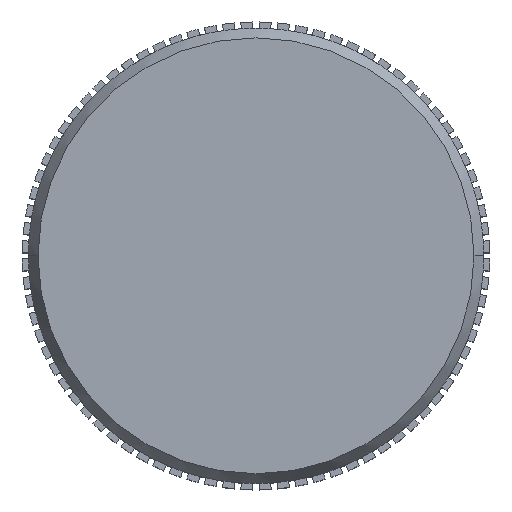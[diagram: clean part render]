
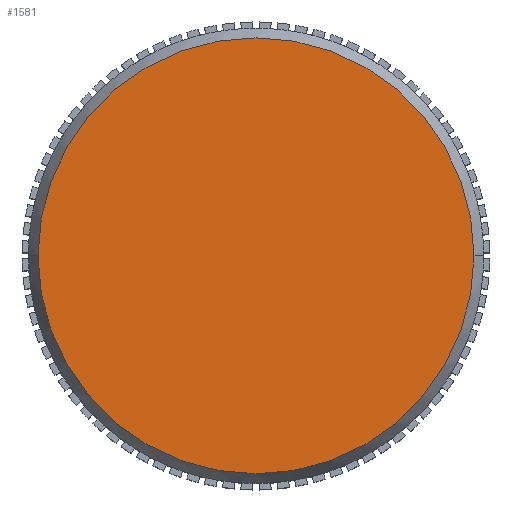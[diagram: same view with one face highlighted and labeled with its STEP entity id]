
A CAD part, top view. The second image highlights one B-rep face of the part: STEP entity #1581.
In plain terms, the highlighted planar face has unit normal (0, 0, 1).
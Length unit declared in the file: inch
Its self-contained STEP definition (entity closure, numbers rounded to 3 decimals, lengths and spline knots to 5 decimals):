
#520 = CARTESIAN_POINT ( 'NONE',  ( 0.17477, 0., 0.1875 ) ) ;
#1581 = ADVANCED_FACE ( 'NONE', ( #15616 ), #3083, .T. ) ;
#2171 = DIRECTION ( 'NONE',  ( 0., 0., -1. ) ) ;
#3083 = PLANE ( 'NONE',  #7596 ) ;
#3105 = EDGE_CURVE ( 'NONE', #13117, #15365, #6646, .T. ) ;
#3380 = ORIENTED_EDGE ( 'NONE', *, *, #16827, .F. ) ;
#4798 = CIRCLE ( 'NONE', #16126, 0.17477 ) ;
#4959 = CARTESIAN_POINT ( 'NONE',  ( -0.17477, 0., 0.1875 ) ) ;
#6481 = DIRECTION ( 'NONE',  ( 0., 0., -1. ) ) ;
#6646 = CIRCLE ( 'NONE', #8831, 0.17477 ) ;
#7226 = DIRECTION ( 'NONE',  ( 0., 0., 1. ) ) ;
#7596 = AXIS2_PLACEMENT_3D ( 'NONE', #12676, #7226, #9864 ) ;
#8069 = ORIENTED_EDGE ( 'NONE', *, *, #3105, .F. ) ;
#8831 = AXIS2_PLACEMENT_3D ( 'NONE', #14611, #6481, #10515 ) ;
#9102 = CARTESIAN_POINT ( 'NONE',  ( 0., 0., 0.1875 ) ) ;
#9864 = DIRECTION ( 'NONE',  ( 1., 0., 0. ) ) ;
#10505 = DIRECTION ( 'NONE',  ( -1., 0., 0. ) ) ;
#10515 = DIRECTION ( 'NONE',  ( -1., 0., 0. ) ) ;
#10553 = EDGE_LOOP ( 'NONE', ( #8069, #3380 ) ) ;
#12676 = CARTESIAN_POINT ( 'NONE',  ( 0., 0., 0.1875 ) ) ;
#13117 = VERTEX_POINT ( 'NONE', #4959 ) ;
#14611 = CARTESIAN_POINT ( 'NONE',  ( 0., 0., 0.1875 ) ) ;
#15365 = VERTEX_POINT ( 'NONE', #520 ) ;
#15616 = FACE_OUTER_BOUND ( 'NONE', #10553, .T. ) ;
#16126 = AXIS2_PLACEMENT_3D ( 'NONE', #9102, #2171, #10505 ) ;
#16827 = EDGE_CURVE ( 'NONE', #15365, #13117, #4798, .T. ) ;
